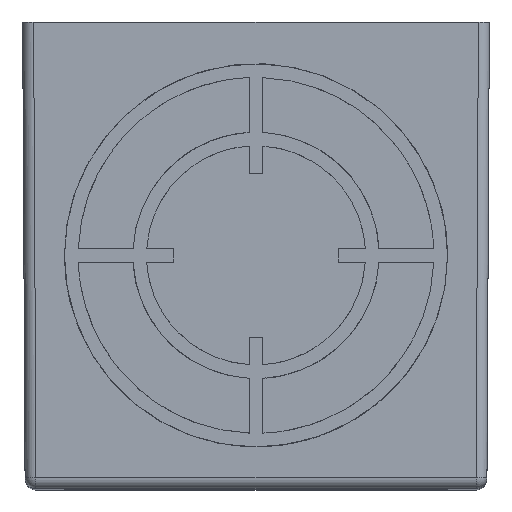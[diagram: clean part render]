
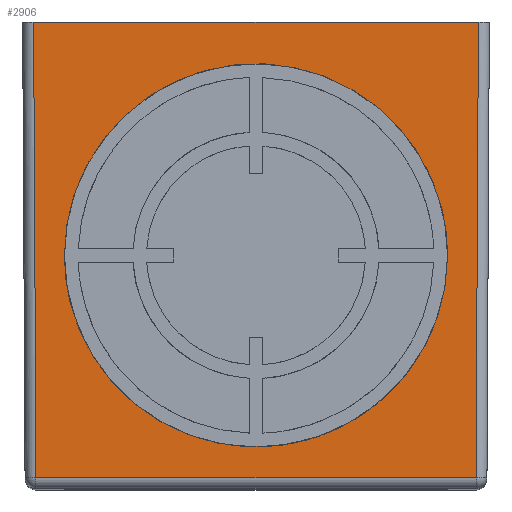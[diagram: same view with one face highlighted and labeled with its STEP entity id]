
A CAD part, top view. The second image highlights one B-rep face of the part: STEP entity #2906.
In plain terms, the highlighted planar face has unit normal (0, -0.005, 1).
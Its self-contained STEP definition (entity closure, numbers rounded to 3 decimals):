
#145=DIRECTION('',(1.,0.,0.));
#146=VECTOR('',#145,16.076);
#147=CARTESIAN_POINT('',(-8.038,-8.127,
-0.087));
#148=LINE('',#147,#146);
#159=DIRECTION('',(-0.005,-1.,-0.005));
#160=VECTOR('',#159,16.653);
#161=CARTESIAN_POINT('',(8.125,8.525,0.));
#162=LINE('',#161,#160);
#166=DIRECTION('',(-0.005,1.,0.005));
#167=VECTOR('',#166,16.653);
#168=CARTESIAN_POINT('',(-8.038,-8.127,
-0.087));
#169=LINE('',#168,#167);
#223=DIRECTION('',(-1.,0.,0.));
#224=VECTOR('',#223,16.25);
#225=CARTESIAN_POINT('',(8.125,8.525,0.));
#226=LINE('',#225,#224);
#1155=CARTESIAN_POINT('',(-7.001,0.,
-0.045));
#1156=CARTESIAN_POINT('',(-7.001,0.368,
-0.043));
#1157=CARTESIAN_POINT('',(-6.944,1.093,
-0.039));
#1158=CARTESIAN_POINT('',(-6.688,2.168,
-0.033));
#1159=CARTESIAN_POINT('',(-6.264,3.189,
-0.028));
#1160=CARTESIAN_POINT('',(-5.695,4.122,
-0.023));
#1161=CARTESIAN_POINT('',(-4.971,4.972,
-0.019));
#1162=CARTESIAN_POINT('',(-4.126,5.692,
-0.015));
#1163=CARTESIAN_POINT('',(-3.18,6.27,
-0.012));
#1164=CARTESIAN_POINT('',(-2.157,6.691,
-0.01));
#1165=CARTESIAN_POINT('',(-1.082,6.946,
-0.008));
#1166=CARTESIAN_POINT('',(0.017,7.03,
-0.008));
#1167=CARTESIAN_POINT('',(1.114,6.941,
-0.008));
#1168=CARTESIAN_POINT('',(2.183,6.682,
-0.01));
#1169=CARTESIAN_POINT('',(3.198,6.26,
-0.012));
#1170=CARTESIAN_POINT('',(4.136,5.684,
-0.015));
#1171=CARTESIAN_POINT('',(4.974,4.969,
-0.019));
#1172=CARTESIAN_POINT('',(5.692,4.125,
-0.023));
#1173=CARTESIAN_POINT('',(6.26,3.197,
-0.028));
#1174=CARTESIAN_POINT('',(6.684,2.178,
-0.033));
#1175=CARTESIAN_POINT('',(6.943,1.101,
-0.039));
#1176=CARTESIAN_POINT('',(7.001,0.371,
-0.043));
#1177=CARTESIAN_POINT('',(7.001,0.,
-0.045));
#1189=CARTESIAN_POINT('',(7.001,0.,
-0.045));
#1190=CARTESIAN_POINT('',(7.001,-0.368,
-0.047));
#1191=CARTESIAN_POINT('',(6.944,-1.093,
-0.05));
#1192=CARTESIAN_POINT('',(6.688,-2.168,
-0.056));
#1193=CARTESIAN_POINT('',(6.264,-3.189,
-0.061));
#1194=CARTESIAN_POINT('',(5.695,-4.122,
-0.066));
#1195=CARTESIAN_POINT('',(4.971,-4.971,
-0.071));
#1196=CARTESIAN_POINT('',(4.126,-5.692,
-0.074));
#1197=CARTESIAN_POINT('',(3.18,-6.27,
-0.077));
#1198=CARTESIAN_POINT('',(2.157,-6.691,
-0.08));
#1199=CARTESIAN_POINT('',(1.082,-6.946,
-0.081));
#1200=CARTESIAN_POINT('',(-0.017,-7.03,
-0.081));
#1201=CARTESIAN_POINT('',(-1.114,-6.941,
-0.081));
#1202=CARTESIAN_POINT('',(-2.183,-6.682,
-0.08));
#1203=CARTESIAN_POINT('',(-3.198,-6.26,
-0.077));
#1204=CARTESIAN_POINT('',(-4.136,-5.684,
-0.074));
#1205=CARTESIAN_POINT('',(-4.974,-4.968,
-0.071));
#1206=CARTESIAN_POINT('',(-5.692,-4.125,
-0.066));
#1207=CARTESIAN_POINT('',(-6.26,-3.197,
-0.061));
#1208=CARTESIAN_POINT('',(-6.684,-2.178,
-0.056));
#1209=CARTESIAN_POINT('',(-6.943,-1.101,
-0.05));
#1210=CARTESIAN_POINT('',(-7.001,-0.371,
-0.047));
#1211=CARTESIAN_POINT('',(-7.001,0.,
-0.045));
#2470=CARTESIAN_POINT('',(8.038,-8.127,
-0.087));
#2471=VERTEX_POINT('',#2470);
#2472=CARTESIAN_POINT('',(-8.038,-8.127,
-0.087));
#2473=VERTEX_POINT('',#2472);
#2521=CARTESIAN_POINT('',(8.125,8.525,0.));
#2522=VERTEX_POINT('',#2521);
#2523=CARTESIAN_POINT('',(-8.125,8.525,0.));
#2524=VERTEX_POINT('',#2523);
#2525=VERTEX_POINT('',#1155);
#2526=VERTEX_POINT('',#1177);
#2886=CARTESIAN_POINT('',(-9.969,8.525,0.));
#2887=DIRECTION('',(0.,-0.005,1.));
#2888=DIRECTION('',(1.,0.,0.));
#2889=AXIS2_PLACEMENT_3D('',#2886,#2887,#2888);
#2890=PLANE('',#2889);
#2892=ORIENTED_EDGE('',*,*,#2891,.T.);
#2893=ORIENTED_EDGE('',*,*,#2877,.F.);
#2895=ORIENTED_EDGE('',*,*,#2894,.T.);
#2897=ORIENTED_EDGE('',*,*,#2896,.F.);
#2898=EDGE_LOOP('',(#2892,#2893,#2895,#2897));
#2899=FACE_OUTER_BOUND('',#2898,.F.);
#2901=ORIENTED_EDGE('',*,*,#2900,.F.);
#2903=ORIENTED_EDGE('',*,*,#2902,.F.);
#2904=EDGE_LOOP('',(#2901,#2903));
#2905=FACE_BOUND('',#2904,.F.);
#2906=ADVANCED_FACE('',(#2899,#2905),#2890,.T.);
#1178=B_SPLINE_CURVE_WITH_KNOTS('',3,(#1155,#1156,#1157,#1158,#1159,#1160,#1161,
#1162,#1163,#1164,#1165,#1166,#1167,#1168,#1169,#1170,#1171,#1172,#1173,#1174,
#1175,#1176,#1177),.UNSPECIFIED.,.F.,.F.,(4,1,1,1,1,1,1,1,1,1,1,1,1,1,1,1,1,1,1,
1,4),(0.,0.05,0.1,0.15,0.2,0.25,0.3,0.35,0.4,0.45,0.5,
0.55,0.6,0.65,0.7,0.75,0.8,0.85,0.9,0.95,1.),.UNSPECIFIED.);
#1212=B_SPLINE_CURVE_WITH_KNOTS('',3,(#1189,#1190,#1191,#1192,#1193,#1194,#1195,
#1196,#1197,#1198,#1199,#1200,#1201,#1202,#1203,#1204,#1205,#1206,#1207,#1208,
#1209,#1210,#1211),.UNSPECIFIED.,.F.,.F.,(4,1,1,1,1,1,1,1,1,1,1,1,1,1,1,1,1,1,1,
1,4),(0.,0.05,0.1,0.15,0.2,0.25,0.3,0.35,0.4,0.45,0.5,
0.55,0.6,0.65,0.7,0.75,0.8,0.85,0.9,0.95,1.),.UNSPECIFIED.);
#2877=EDGE_CURVE('',#2473,#2471,#148,.T.);
#2891=EDGE_CURVE('',#2522,#2471,#162,.T.);
#2894=EDGE_CURVE('',#2473,#2524,#169,.T.);
#2896=EDGE_CURVE('',#2522,#2524,#226,.T.);
#2900=EDGE_CURVE('',#2525,#2526,#1178,.T.);
#2902=EDGE_CURVE('',#2526,#2525,#1212,.T.);
